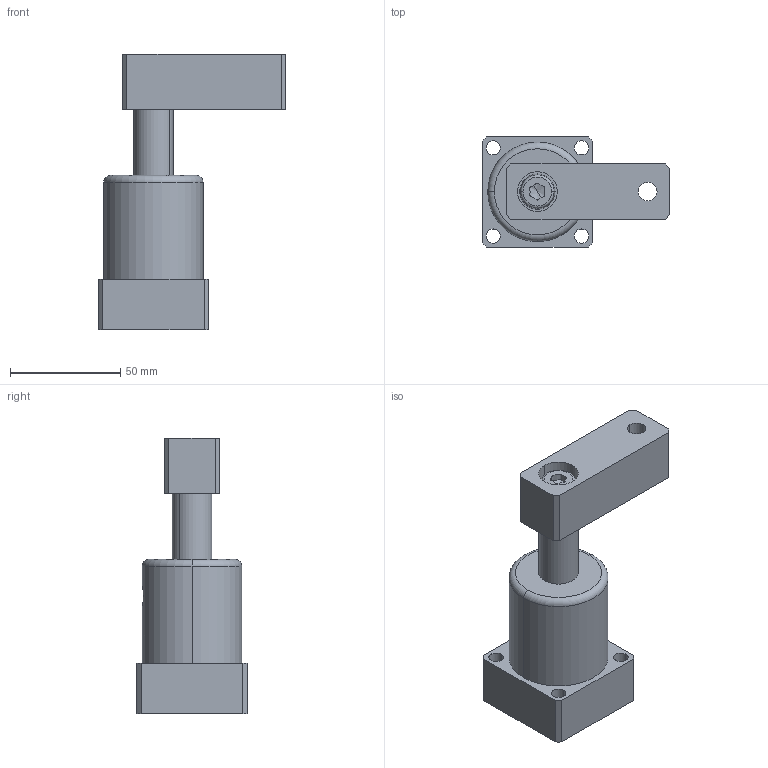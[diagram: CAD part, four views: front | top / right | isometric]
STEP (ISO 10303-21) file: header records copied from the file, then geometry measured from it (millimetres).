
FILE_DESCRIPTION (( 'STEP AP203' ), '1' );
FILE_NAME ('HNS-25.STEP', '2019-10-06T09:25:53', ( '微软用户' ), ( '微软中国' ), 'SwSTEP 2.0', 'SolidWorks 2012', '' );
FILE_SCHEMA (( 'CONFIG_CONTROL_DESIGN' ));
Length unit declared in the file: millimetre
Products named in the file (5): hex lobular socket head cap screws-4.8 gb_GB_HEXAGON_TYPE21 M10X16-16-N; HNS-25; HNS-25掛极; HNS-25活塞杆; HNS-25揤旋
Assembly tree (4 placements, depth 2):
  HNS-25
    HNS-25掛极
    HNS-25活塞杆
    HNS-25揤旋
    hex lobular socket head cap screws-4.8 gb_GB_HEXAGON_TYPE21 M10X16-16-N
Bounding box: 85 x 50 x 125 mm (x, y, z)
Volume: 165448.7 mm3; surface area: 39513 mm2
Topology: 4 solids, 4 shells, 147 faces, 353 edges, 228 vertices
Faces by surface type: plane 68, cylinder 37, bspline 20, cone 12, torus 10
Entity records: 5702 total; most frequent: CARTESIAN_POINT 1803, ORIENTED_EDGE 698, DIRECTION 685, EDGE_CURVE 349, AXIS2_PLACEMENT_3D 250, VERTEX_POINT 228, LINE 185, VECTOR 185
